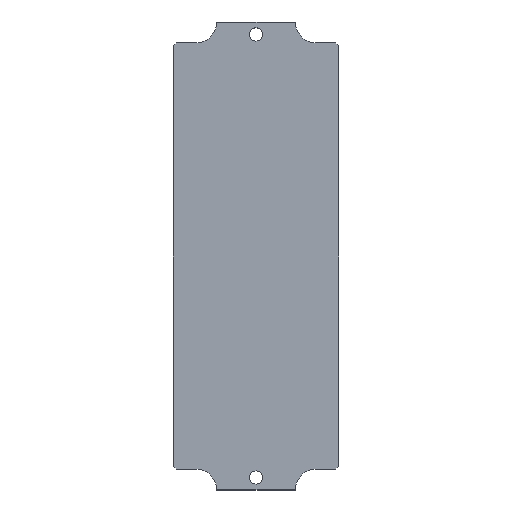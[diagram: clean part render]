
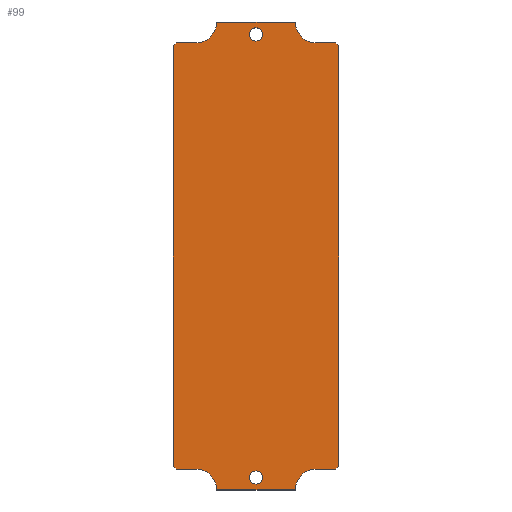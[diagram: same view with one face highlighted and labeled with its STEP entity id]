
A CAD part, top view. The second image highlights one B-rep face of the part: STEP entity #99.
In plain terms, the highlighted planar face has unit normal (0, 0, 1).
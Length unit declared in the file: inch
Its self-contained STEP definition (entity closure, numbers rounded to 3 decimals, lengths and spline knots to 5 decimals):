
#6 = VECTOR ( 'NONE', #654, 39.37008 ) ;
#15 = CARTESIAN_POINT ( 'NONE',  ( -0.90551, 3.19882, 0.01969 ) ) ;
#17 = VECTOR ( 'NONE', #272, 39.37008 ) ;
#24 = ORIENTED_EDGE ( 'NONE', *, *, #678, .F. ) ;
#27 = LINE ( 'NONE', #135, #518 ) ;
#29 = ORIENTED_EDGE ( 'NONE', *, *, #299, .F. ) ;
#36 = EDGE_CURVE ( 'NONE', #276, #418, #555, .T. ) ;
#39 = EDGE_LOOP ( 'NONE', ( #29, #66, #211, #24, #391, #307, #606, #425, #283, #386, #207, #512, #700, #598, #652, #404 ) ) ;
#45 = CARTESIAN_POINT ( 'NONE',  ( 1.24016, -3.15945, 0.01969 ) ) ;
#48 = CARTESIAN_POINT ( 'NONE',  ( 0.90551, -3.51378, 0.01969 ) ) ;
#52 = EDGE_CURVE ( 'NONE', #593, #241, #665, .T. ) ;
#62 = VECTOR ( 'NONE', #423, 39.37008 ) ;
#66 = ORIENTED_EDGE ( 'NONE', *, *, #285, .F. ) ;
#73 = AXIS2_PLACEMENT_3D ( 'NONE', #695, #699, #256 ) ;
#74 = DIRECTION ( 'NONE',  ( -1., 0., 0. ) ) ;
#79 = CARTESIAN_POINT ( 'NONE',  ( -1.24016, 3.19882, 0.01969 ) ) ;
#81 = DIRECTION ( 'NONE',  ( 1., 0., 0. ) ) ;
#83 = LINE ( 'NONE', #575, #304 ) ;
#85 = CARTESIAN_POINT ( 'NONE',  ( 0., -3.32677, 0.01969 ) ) ;
#94 = CARTESIAN_POINT ( 'NONE',  ( -0.59055, 3.51378, 0.01969 ) ) ;
#99 = ADVANCED_FACE ( 'NONE', ( #429, #140, #245 ), #642, .T. ) ;
#102 = AXIS2_PLACEMENT_3D ( 'NONE', #48, #291, #461 ) ;
#107 = VERTEX_POINT ( 'NONE', #144 ) ;
#114 = AXIS2_PLACEMENT_3D ( 'NONE', #472, #683, #81 ) ;
#115 = CARTESIAN_POINT ( 'NONE',  ( -1.22047, -3.17913, 0.01969 ) ) ;
#122 = DIRECTION ( 'NONE',  ( -0.707, 0.707, 0. ) ) ;
#124 = CARTESIAN_POINT ( 'NONE',  ( -1.24016, -3.15945, 0.01969 ) ) ;
#135 = CARTESIAN_POINT ( 'NONE',  ( -0.59055, 3.51378, 0.01969 ) ) ;
#136 = CIRCLE ( 'NONE', #114, 0.31496 ) ;
#140 = FACE_BOUND ( 'NONE', #315, .T. ) ;
#144 = CARTESIAN_POINT ( 'NONE',  ( 0.59055, -3.51378, 0.01969 ) ) ;
#146 = VERTEX_POINT ( 'NONE', #524 ) ;
#153 = DIRECTION ( 'NONE',  ( 0., -1., 0. ) ) ;
#155 = EDGE_CURVE ( 'NONE', #446, #446, #355, .T. ) ;
#159 = EDGE_CURVE ( 'NONE', #276, #588, #27, .T. ) ;
#175 = EDGE_CURVE ( 'NONE', #293, #146, #136, .T. ) ;
#180 = CARTESIAN_POINT ( 'NONE',  ( 1.20079, 3.19882, 0.01969 ) ) ;
#187 = LINE ( 'NONE', #624, #706 ) ;
#191 = CARTESIAN_POINT ( 'NONE',  ( 0.90551, 3.19882, 0.01969 ) ) ;
#194 = CARTESIAN_POINT ( 'NONE',  ( 0.59055, 3.51378, 0.01969 ) ) ;
#195 = VECTOR ( 'NONE', #475, 39.37008 ) ;
#198 = EDGE_CURVE ( 'NONE', #345, #591, #301, .T. ) ;
#207 = ORIENTED_EDGE ( 'NONE', *, *, #468, .F. ) ;
#211 = ORIENTED_EDGE ( 'NONE', *, *, #52, .F. ) ;
#219 = VECTOR ( 'NONE', #263, 39.37008 ) ;
#222 = AXIS2_PLACEMENT_3D ( 'NONE', #679, #412, #586 ) ;
#227 = DIRECTION ( 'NONE',  ( 0.707, -0.707, 0. ) ) ;
#235 = AXIS2_PLACEMENT_3D ( 'NONE', #279, #348, #351 ) ;
#236 = DIRECTION ( 'NONE',  ( 0.707, 0.707, 0. ) ) ;
#239 = VECTOR ( 'NONE', #583, 39.37008 ) ;
#241 = VERTEX_POINT ( 'NONE', #441 ) ;
#244 = LINE ( 'NONE', #79, #195 ) ;
#245 = FACE_OUTER_BOUND ( 'NONE', #39, .T. ) ;
#256 = DIRECTION ( 'NONE',  ( 1., 0., 0. ) ) ;
#261 = VERTEX_POINT ( 'NONE', #45 ) ;
#263 = DIRECTION ( 'NONE',  ( -1., 0., 0. ) ) ;
#266 = CARTESIAN_POINT ( 'NONE',  ( 0.09843, 3.32677, 0.01969 ) ) ;
#268 = EDGE_CURVE ( 'NONE', #107, #146, #275, .T. ) ;
#272 = DIRECTION ( 'NONE',  ( -0.707, -0.707, 0. ) ) ;
#275 = LINE ( 'NONE', #448, #219 ) ;
#276 = VERTEX_POINT ( 'NONE', #94 ) ;
#279 = CARTESIAN_POINT ( 'NONE',  ( -0.90551, 3.51378, 0.01969 ) ) ;
#283 = ORIENTED_EDGE ( 'NONE', *, *, #571, .F. ) ;
#285 = EDGE_CURVE ( 'NONE', #241, #261, #550, .T. ) ;
#288 = EDGE_CURVE ( 'NONE', #454, #487, #444, .T. ) ;
#291 = DIRECTION ( 'NONE',  ( 0., 0., -1. ) ) ;
#293 = VERTEX_POINT ( 'NONE', #491 ) ;
#299 = EDGE_CURVE ( 'NONE', #261, #345, #592, .T. ) ;
#301 = LINE ( 'NONE', #528, #239 ) ;
#303 = CIRCLE ( 'NONE', #705, 0.31496 ) ;
#304 = VECTOR ( 'NONE', #74, 39.37008 ) ;
#307 = ORIENTED_EDGE ( 'NONE', *, *, #159, .F. ) ;
#312 = VERTEX_POINT ( 'NONE', #266 ) ;
#315 = EDGE_LOOP ( 'NONE', ( #339 ) ) ;
#324 = VERTEX_POINT ( 'NONE', #503 ) ;
#335 = DIRECTION ( 'NONE',  ( 0., 0., -1. ) ) ;
#339 = ORIENTED_EDGE ( 'NONE', *, *, #155, .T. ) ;
#345 = VERTEX_POINT ( 'NONE', #436 ) ;
#348 = DIRECTION ( 'NONE',  ( 0., 0., -1. ) ) ;
#351 = DIRECTION ( 'NONE',  ( 1., 0., 0. ) ) ;
#355 = CIRCLE ( 'NONE', #430, 0.09843 ) ;
#380 = EDGE_CURVE ( 'NONE', #107, #591, #463, .T. ) ;
#386 = ORIENTED_EDGE ( 'NONE', *, *, #288, .F. ) ;
#389 = CARTESIAN_POINT ( 'NONE',  ( -1.24016, 0., 0.01969 ) ) ;
#391 = ORIENTED_EDGE ( 'NONE', *, *, #433, .T. ) ;
#395 = VERTEX_POINT ( 'NONE', #615 ) ;
#397 = CARTESIAN_POINT ( 'NONE',  ( 0.90551, 3.51378, 0.01969 ) ) ;
#398 = CARTESIAN_POINT ( 'NONE',  ( 1.22047, 3.17913, 0.01969 ) ) ;
#404 = ORIENTED_EDGE ( 'NONE', *, *, #198, .F. ) ;
#406 = LINE ( 'NONE', #115, #494 ) ;
#412 = DIRECTION ( 'NONE',  ( 0., 0., -1. ) ) ;
#418 = VERTEX_POINT ( 'NONE', #15 ) ;
#423 = DIRECTION ( 'NONE',  ( 1., 0., 0. ) ) ;
#425 = ORIENTED_EDGE ( 'NONE', *, *, #669, .F. ) ;
#429 = FACE_BOUND ( 'NONE', #504, .T. ) ;
#430 = AXIS2_PLACEMENT_3D ( 'NONE', #85, #486, #479 ) ;
#431 = VERTEX_POINT ( 'NONE', #667 ) ;
#432 = VECTOR ( 'NONE', #227, 39.37008 ) ;
#433 = EDGE_CURVE ( 'NONE', #431, #588, #303, .T. ) ;
#435 = ORIENTED_EDGE ( 'NONE', *, *, #567, .T. ) ;
#436 = CARTESIAN_POINT ( 'NONE',  ( 1.20079, -3.19882, 0.01969 ) ) ;
#441 = CARTESIAN_POINT ( 'NONE',  ( 1.24016, 3.15945, 0.01969 ) ) ;
#444 = LINE ( 'NONE', #389, #6 ) ;
#446 = VERTEX_POINT ( 'NONE', #659 ) ;
#448 = CARTESIAN_POINT ( 'NONE',  ( 0.59055, -3.51378, 0.01969 ) ) ;
#454 = VERTEX_POINT ( 'NONE', #124 ) ;
#461 = DIRECTION ( 'NONE',  ( 1., 0., 0. ) ) ;
#463 = CIRCLE ( 'NONE', #102, 0.31496 ) ;
#468 = EDGE_CURVE ( 'NONE', #324, #454, #406, .T. ) ;
#472 = CARTESIAN_POINT ( 'NONE',  ( -0.90551, -3.51378, 0.01969 ) ) ;
#475 = DIRECTION ( 'NONE',  ( 1., 0., 0. ) ) ;
#479 = DIRECTION ( 'NONE',  ( 1., 0., 0. ) ) ;
#486 = DIRECTION ( 'NONE',  ( 0., 0., -1. ) ) ;
#487 = VERTEX_POINT ( 'NONE', #513 ) ;
#491 = CARTESIAN_POINT ( 'NONE',  ( -0.90551, -3.19882, 0.01969 ) ) ;
#494 = VECTOR ( 'NONE', #122, 39.37008 ) ;
#499 = CARTESIAN_POINT ( 'NONE',  ( 1.24016, 0., 0.01969 ) ) ;
#503 = CARTESIAN_POINT ( 'NONE',  ( -1.20079, -3.19882, 0.01969 ) ) ;
#504 = EDGE_LOOP ( 'NONE', ( #435 ) ) ;
#512 = ORIENTED_EDGE ( 'NONE', *, *, #618, .F. ) ;
#513 = CARTESIAN_POINT ( 'NONE',  ( -1.24016, 3.15945, 0.01969 ) ) ;
#518 = VECTOR ( 'NONE', #539, 39.37008 ) ;
#524 = CARTESIAN_POINT ( 'NONE',  ( -0.59055, -3.51378, 0.01969 ) ) ;
#528 = CARTESIAN_POINT ( 'NONE',  ( 1.24016, -3.19882, 0.01969 ) ) ;
#539 = DIRECTION ( 'NONE',  ( 1., 0., 0. ) ) ;
#550 = LINE ( 'NONE', #499, #661 ) ;
#555 = CIRCLE ( 'NONE', #235, 0.31496 ) ;
#557 = DIRECTION ( 'NONE',  ( 1., 0., 0. ) ) ;
#567 = EDGE_CURVE ( 'NONE', #312, #312, #594, .T. ) ;
#571 = EDGE_CURVE ( 'NONE', #487, #395, #187, .T. ) ;
#575 = CARTESIAN_POINT ( 'NONE',  ( -0.90551, -3.19882, 0.01969 ) ) ;
#578 = CARTESIAN_POINT ( 'NONE',  ( 0.90551, -3.19882, 0.01969 ) ) ;
#583 = DIRECTION ( 'NONE',  ( -1., 0., 0. ) ) ;
#586 = DIRECTION ( 'NONE',  ( 1., 0., 0. ) ) ;
#588 = VERTEX_POINT ( 'NONE', #194 ) ;
#591 = VERTEX_POINT ( 'NONE', #578 ) ;
#592 = LINE ( 'NONE', #656, #17 ) ;
#593 = VERTEX_POINT ( 'NONE', #180 ) ;
#594 = CIRCLE ( 'NONE', #222, 0.09843 ) ;
#598 = ORIENTED_EDGE ( 'NONE', *, *, #268, .F. ) ;
#606 = ORIENTED_EDGE ( 'NONE', *, *, #36, .T. ) ;
#615 = CARTESIAN_POINT ( 'NONE',  ( -1.20079, 3.19882, 0.01969 ) ) ;
#618 = EDGE_CURVE ( 'NONE', #293, #324, #83, .T. ) ;
#624 = CARTESIAN_POINT ( 'NONE',  ( -1.22047, 3.17913, 0.01969 ) ) ;
#642 = PLANE ( 'NONE',  #73 ) ;
#652 = ORIENTED_EDGE ( 'NONE', *, *, #380, .T. ) ;
#654 = DIRECTION ( 'NONE',  ( 0., 1., 0. ) ) ;
#656 = CARTESIAN_POINT ( 'NONE',  ( 1.22047, -3.17913, 0.01969 ) ) ;
#659 = CARTESIAN_POINT ( 'NONE',  ( 0.09843, -3.32677, 0.01969 ) ) ;
#661 = VECTOR ( 'NONE', #153, 39.37008 ) ;
#665 = LINE ( 'NONE', #398, #432 ) ;
#667 = CARTESIAN_POINT ( 'NONE',  ( 0.90551, 3.19882, 0.01969 ) ) ;
#669 = EDGE_CURVE ( 'NONE', #395, #418, #244, .T. ) ;
#678 = EDGE_CURVE ( 'NONE', #431, #593, #690, .T. ) ;
#679 = CARTESIAN_POINT ( 'NONE',  ( 0., 3.32677, 0.01969 ) ) ;
#683 = DIRECTION ( 'NONE',  ( 0., 0., -1. ) ) ;
#690 = LINE ( 'NONE', #191, #62 ) ;
#695 = CARTESIAN_POINT ( 'NONE',  ( 0., 0., 0.01969 ) ) ;
#699 = DIRECTION ( 'NONE',  ( 0., 0., 1. ) ) ;
#700 = ORIENTED_EDGE ( 'NONE', *, *, #175, .T. ) ;
#705 = AXIS2_PLACEMENT_3D ( 'NONE', #397, #335, #557 ) ;
#706 = VECTOR ( 'NONE', #236, 39.37008 ) ;
